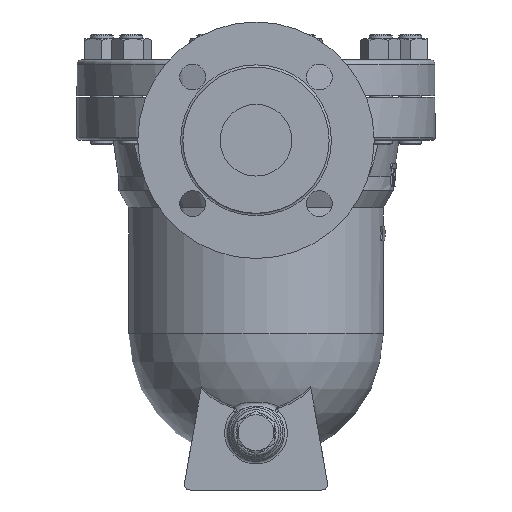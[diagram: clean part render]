
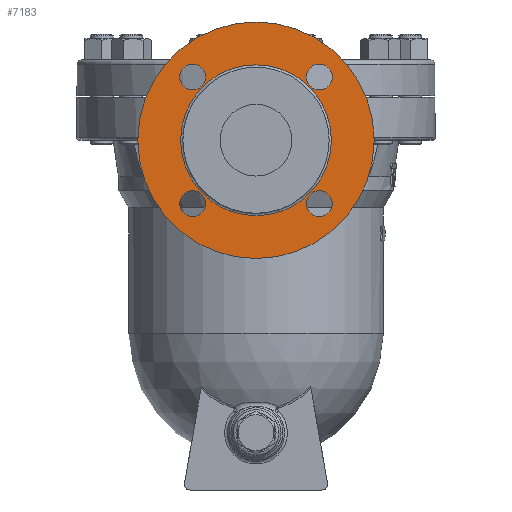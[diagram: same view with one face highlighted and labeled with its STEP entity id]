
A CAD part, left-side view. The second image highlights one B-rep face of the part: STEP entity #7183.
In plain terms, the highlighted planar face has unit normal (-1, 0, 0).
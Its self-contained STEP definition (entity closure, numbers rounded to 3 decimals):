
#1035=PLANE('',#7725);
#1327=FACE_BOUND('',#2062,.T.);
#1328=FACE_BOUND('',#2063,.T.);
#1329=FACE_BOUND('',#2064,.T.);
#1330=FACE_BOUND('',#2065,.T.);
#1331=FACE_BOUND('',#2066,.T.);
#1533=FACE_OUTER_BOUND('',#2061,.T.);
#2061=EDGE_LOOP('',(#4951));
#2062=EDGE_LOOP('',(#4952));
#2063=EDGE_LOOP('',(#4953));
#2064=EDGE_LOOP('',(#4954));
#2065=EDGE_LOOP('',(#4955));
#2066=EDGE_LOOP('',(#4956));
#2752=CIRCLE('',#7711,82.5);
#2757=CIRCLE('',#7721,52.6);
#2760=CIRCLE('',#7726,9.);
#2761=CIRCLE('',#7727,9.);
#2762=CIRCLE('',#7728,9.);
#2763=CIRCLE('',#7729,9.);
#3148=VERTEX_POINT('',#10635);
#3153=VERTEX_POINT('',#10650);
#3156=VERTEX_POINT('',#10658);
#3157=VERTEX_POINT('',#10660);
#3158=VERTEX_POINT('',#10662);
#3159=VERTEX_POINT('',#10664);
#3870=EDGE_CURVE('',#3148,#3148,#2752,.T.);
#3875=EDGE_CURVE('',#3153,#3153,#2757,.T.);
#3878=EDGE_CURVE('',#3156,#3156,#2760,.T.);
#3879=EDGE_CURVE('',#3157,#3157,#2761,.T.);
#3880=EDGE_CURVE('',#3158,#3158,#2762,.T.);
#3881=EDGE_CURVE('',#3159,#3159,#2763,.T.);
#4951=ORIENTED_EDGE('',*,*,#3870,.T.);
#4952=ORIENTED_EDGE('',*,*,#3878,.T.);
#4953=ORIENTED_EDGE('',*,*,#3879,.T.);
#4954=ORIENTED_EDGE('',*,*,#3880,.T.);
#4955=ORIENTED_EDGE('',*,*,#3881,.T.);
#4956=ORIENTED_EDGE('',*,*,#3875,.F.);
#7183=ADVANCED_FACE('',(#1533,#1327,#1328,#1329,#1330,#1331),#1035,.F.);
#7711=AXIS2_PLACEMENT_3D('',#10636,#8629,#8630);
#7721=AXIS2_PLACEMENT_3D('',#10651,#8649,#8650);
#7725=AXIS2_PLACEMENT_3D('',#10657,#8657,#8658);
#7726=AXIS2_PLACEMENT_3D('',#10659,#8659,#8660);
#7727=AXIS2_PLACEMENT_3D('',#10661,#8661,#8662);
#7728=AXIS2_PLACEMENT_3D('',#10663,#8663,#8664);
#7729=AXIS2_PLACEMENT_3D('',#10665,#8665,#8666);
#8629=DIRECTION('center_axis',(-1.,0.,0.));
#8630=DIRECTION('ref_axis',(0.,0.,1.));
#8649=DIRECTION('center_axis',(-1.,0.,0.));
#8650=DIRECTION('ref_axis',(0.,0.,
-1.));
#8657=DIRECTION('center_axis',(1.,0.,0.));
#8658=DIRECTION('ref_axis',(0.,0.,-1.));
#8659=DIRECTION('center_axis',(1.,0.,0.));
#8660=DIRECTION('ref_axis',(0.,0.,-1.));
#8661=DIRECTION('center_axis',(1.,0.,0.));
#8662=DIRECTION('ref_axis',(0.,-1.,0.));
#8663=DIRECTION('center_axis',(1.,0.,0.));
#8664=DIRECTION('ref_axis',(0.,0.,
1.));
#8665=DIRECTION('center_axis',(1.,0.,0.));
#8666=DIRECTION('ref_axis',(0.,1.,0.));
#10635=CARTESIAN_POINT('',(-195.,0.,52.5));
#10636=CARTESIAN_POINT('Origin',(-195.,0.,-30.));
#10650=CARTESIAN_POINT('',(-195.,0.,22.6));
#10651=CARTESIAN_POINT('Origin',(-195.,0.,-30.));
#10657=CARTESIAN_POINT('Origin',(-195.,0.,36.75));
#10658=CARTESIAN_POINT('',(-195.,44.194,5.194));
#10659=CARTESIAN_POINT('Origin',(-195.,44.194,14.194));
#10660=CARTESIAN_POINT('',(-195.,35.194,-74.194));
#10661=CARTESIAN_POINT('Origin',(-195.,44.194,-74.194));
#10662=CARTESIAN_POINT('',(-195.,-44.194,-65.194));
#10663=CARTESIAN_POINT('Origin',(-195.,-44.194,-74.194));
#10664=CARTESIAN_POINT('',(-195.,-35.194,14.194));
#10665=CARTESIAN_POINT('Origin',(-195.,-44.194,14.194));
